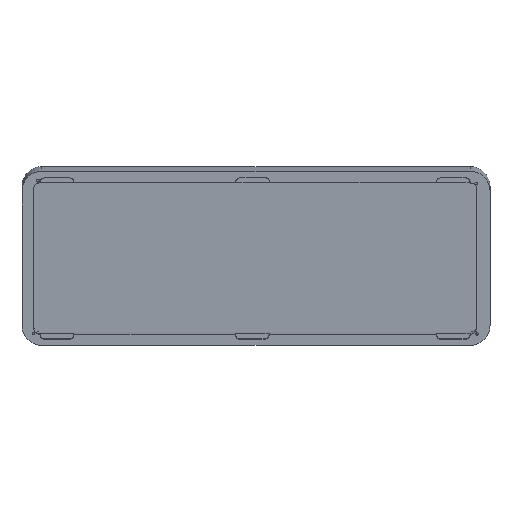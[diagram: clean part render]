
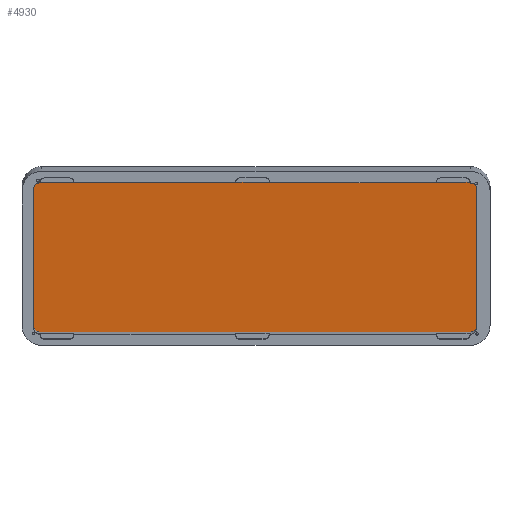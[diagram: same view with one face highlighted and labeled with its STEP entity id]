
A CAD part, top view. The second image highlights one B-rep face of the part: STEP entity #4930.
In plain terms, the highlighted planar face has unit normal (0, -0.122, 0.993).
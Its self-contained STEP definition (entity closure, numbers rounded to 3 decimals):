
#152=PLANE('',#5210);
#399=FACE_OUTER_BOUND('',#660,.T.);
#660=EDGE_LOOP('',(#4134,#4135,#4136,#4137,#4138,#4139,#4140,#4141,#4142,
#4143,#4144,#4145,#4146,#4147));
#791=CIRCLE('',#5206,5.);
#792=CIRCLE('',#5209,5.);
#793=CIRCLE('',#5211,5.);
#794=CIRCLE('',#5212,5.);
#1036=LINE('',#7507,#1701);
#1047=LINE('',#7532,#1712);
#1237=LINE('',#7909,#1902);
#1244=LINE('',#7924,#1909);
#1247=LINE('',#7932,#1912);
#1248=LINE('',#7934,#1913);
#1249=LINE('',#7936,#1914);
#1250=LINE('',#7938,#1915);
#1251=LINE('',#7939,#1916);
#1252=LINE('',#7943,#1917);
#1701=VECTOR('',#5665,10.);
#1712=VECTOR('',#5688,10.);
#1902=VECTOR('',#6062,10.);
#1909=VECTOR('',#6079,10.);
#1912=VECTOR('',#6088,10.);
#1913=VECTOR('',#6089,10.);
#1914=VECTOR('',#6090,10.);
#1915=VECTOR('',#6091,10.);
#1916=VECTOR('',#6092,10.);
#1917=VECTOR('',#6095,10.);
#2406=VERTEX_POINT('',#7503);
#2408=VERTEX_POINT('',#7506);
#2415=VERTEX_POINT('',#7529);
#2416=VERTEX_POINT('',#7531);
#2511=VERTEX_POINT('',#7907);
#2513=VERTEX_POINT('',#7918);
#2514=VERTEX_POINT('',#7920);
#2515=VERTEX_POINT('',#7926);
#2516=VERTEX_POINT('',#7928);
#2517=VERTEX_POINT('',#7933);
#2518=VERTEX_POINT('',#7935);
#2519=VERTEX_POINT('',#7937);
#2520=VERTEX_POINT('',#7940);
#2521=VERTEX_POINT('',#7942);
#2911=EDGE_CURVE('',#2406,#2408,#1036,.T.);
#2924=EDGE_CURVE('',#2415,#2416,#1047,.T.);
#3114=EDGE_CURVE('',#2511,#2415,#1237,.T.);
#3120=EDGE_CURVE('',#2514,#2513,#791,.T.);
#3122=EDGE_CURVE('',#2514,#2511,#1244,.T.);
#3124=EDGE_CURVE('',#2516,#2515,#792,.T.);
#3126=EDGE_CURVE('',#2516,#2513,#1247,.T.);
#3127=EDGE_CURVE('',#2517,#2515,#1248,.T.);
#3128=EDGE_CURVE('',#2518,#2517,#1249,.T.);
#3129=EDGE_CURVE('',#2519,#2518,#1250,.T.);
#3130=EDGE_CURVE('',#2408,#2519,#1251,.T.);
#3131=EDGE_CURVE('',#2406,#2520,#793,.T.);
#3132=EDGE_CURVE('',#2521,#2520,#1252,.T.);
#3133=EDGE_CURVE('',#2521,#2416,#794,.T.);
#4134=ORIENTED_EDGE('',*,*,#3120,.T.);
#4135=ORIENTED_EDGE('',*,*,#3126,.F.);
#4136=ORIENTED_EDGE('',*,*,#3124,.T.);
#4137=ORIENTED_EDGE('',*,*,#3127,.F.);
#4138=ORIENTED_EDGE('',*,*,#3128,.F.);
#4139=ORIENTED_EDGE('',*,*,#3129,.F.);
#4140=ORIENTED_EDGE('',*,*,#3130,.F.);
#4141=ORIENTED_EDGE('',*,*,#2911,.F.);
#4142=ORIENTED_EDGE('',*,*,#3131,.T.);
#4143=ORIENTED_EDGE('',*,*,#3132,.F.);
#4144=ORIENTED_EDGE('',*,*,#3133,.T.);
#4145=ORIENTED_EDGE('',*,*,#2924,.F.);
#4146=ORIENTED_EDGE('',*,*,#3114,.F.);
#4147=ORIENTED_EDGE('',*,*,#3122,.F.);
#4930=ADVANCED_FACE('',(#399),#152,.F.);
#5206=AXIS2_PLACEMENT_3D('',#7921,#6074,#6075);
#5209=AXIS2_PLACEMENT_3D('',#7929,#6083,#6084);
#5210=AXIS2_PLACEMENT_3D('',#7931,#6086,#6087);
#5211=AXIS2_PLACEMENT_3D('',#7941,#6093,#6094);
#5212=AXIS2_PLACEMENT_3D('',#7944,#6096,#6097);
#5665=DIRECTION('',(0.999,0.043,0.005));
#5688=DIRECTION('',(-0.999,0.043,0.005));
#6062=DIRECTION('',(-1.,0.,0.));
#6074=DIRECTION('center_axis',(0.,-0.122,0.993));
#6075=DIRECTION('ref_axis',(0.722,-0.686,-0.084));
#6079=DIRECTION('',(-0.999,-0.043,-0.005));
#6083=DIRECTION('center_axis',(0.,-0.122,0.993));
#6084=DIRECTION('ref_axis',(0.722,0.686,0.084));
#6086=DIRECTION('center_axis',(0.,0.122,-0.993));
#6087=DIRECTION('ref_axis',(-1.,0.,0.));
#6088=DIRECTION('',(0.,-0.993,-0.122));
#6089=DIRECTION('',(0.999,-0.043,-0.005));
#6090=DIRECTION('',(0.,-0.993,-0.122));
#6091=DIRECTION('',(1.,0.,0.));
#6092=DIRECTION('',(0.,-0.993,-0.122));
#6093=DIRECTION('center_axis',(0.,-0.122,0.993));
#6094=DIRECTION('ref_axis',(-0.722,0.686,0.084));
#6095=DIRECTION('',(0.,0.993,0.122));
#6096=DIRECTION('center_axis',(0.,-0.122,0.993));
#6097=DIRECTION('ref_axis',(-0.722,-0.686,-0.084));
#7503=CARTESIAN_POINT('',(-150.851,48.216,70.784));
#7506=CARTESIAN_POINT('',(-150.526,48.23,70.786));
#7507=CARTESIAN_POINT('',(-71.198,51.667,71.208));
#7529=CARTESIAN_POINT('',(-150.526,-65.879,56.775));
#7531=CARTESIAN_POINT('',(-150.852,-65.865,56.777));
#7532=CARTESIAN_POINT('',(-150.962,-65.86,56.777));
#7907=CARTESIAN_POINT('',(173.324,-65.879,56.775));
#7909=CARTESIAN_POINT('',(-150.526,-65.879,56.775));
#7918=CARTESIAN_POINT('',(178.324,-60.911,57.385));
#7920=CARTESIAN_POINT('',(173.542,-65.869,56.776));
#7921=CARTESIAN_POINT('Origin',(173.324,-60.911,57.385));
#7924=CARTESIAN_POINT('',(173.324,-65.879,56.775));
#7926=CARTESIAN_POINT('',(173.542,48.121,70.773));
#7928=CARTESIAN_POINT('',(178.324,43.163,70.164));
#7929=CARTESIAN_POINT('Origin',(173.324,43.163,70.164));
#7931=CARTESIAN_POINT('Origin',(11.399,-8.974,63.762));
#7932=CARTESIAN_POINT('',(178.324,-60.916,57.384));
#7933=CARTESIAN_POINT('',(173.324,48.131,70.774));
#7934=CARTESIAN_POINT('',(93.717,51.584,71.198));
#7935=CARTESIAN_POINT('',(173.324,48.205,70.783));
#7936=CARTESIAN_POINT('',(173.324,47.932,70.749));
#7937=CARTESIAN_POINT('',(-150.526,48.205,70.783));
#7938=CARTESIAN_POINT('',(173.324,48.205,70.783));
#7939=CARTESIAN_POINT('',(-150.526,47.932,70.749));
#7940=CARTESIAN_POINT('',(-155.633,43.258,70.175));
#7941=CARTESIAN_POINT('Origin',(-150.633,43.258,70.175));
#7942=CARTESIAN_POINT('',(-155.633,-60.907,57.386));
#7943=CARTESIAN_POINT('',(-155.633,42.969,70.14));
#7944=CARTESIAN_POINT('Origin',(-150.633,-60.907,57.386));
